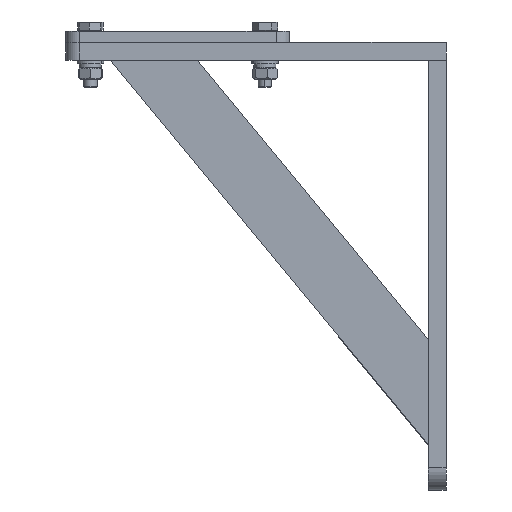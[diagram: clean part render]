
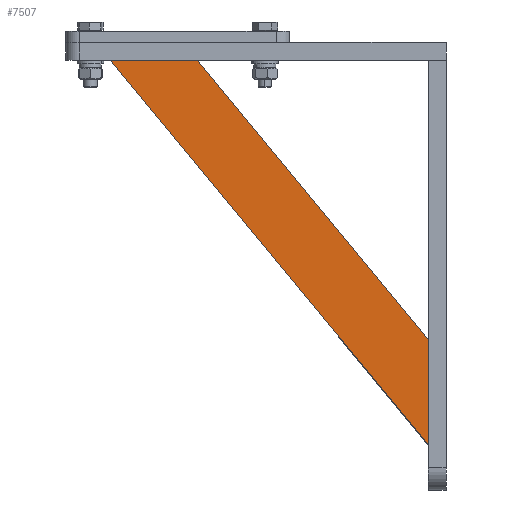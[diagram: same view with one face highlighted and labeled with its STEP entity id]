
A CAD part, left-side view. The second image highlights one B-rep face of the part: STEP entity #7507.
In plain terms, the highlighted planar face has unit normal (-1, 0, 0).
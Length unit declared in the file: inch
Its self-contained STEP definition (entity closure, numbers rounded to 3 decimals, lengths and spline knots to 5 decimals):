
#555 = ORIENTED_EDGE ( 'NONE', *, *, #4208, .F. ) ;
#596 = EDGE_LOOP ( 'NONE', ( #809, #555, #6462, #8782 ) ) ;
#715 = VERTEX_POINT ( 'NONE', #8499 ) ;
#742 = VECTOR ( 'NONE', #7264, 39.37008 ) ;
#809 = ORIENTED_EDGE ( 'NONE', *, *, #5824, .F. ) ;
#922 = DIRECTION ( 'NONE',  ( 0., 0., 1. ) ) ;
#1059 = VERTEX_POINT ( 'NONE', #3462 ) ;
#1498 = VECTOR ( 'NONE', #7399, 39.37008 ) ;
#3420 = VECTOR ( 'NONE', #7192, 39.37008 ) ;
#3462 = CARTESIAN_POINT ( 'NONE',  ( -3.14961, 5.9083, -0.31496 ) ) ;
#3646 = VERTEX_POINT ( 'NONE', #4963 ) ;
#3934 = VECTOR ( 'NONE', #4113, 39.37008 ) ;
#3983 = CARTESIAN_POINT ( 'NONE',  ( -3.14961, 5.9083, -0.31496 ) ) ;
#4029 = LINE ( 'NONE', #3983, #3934 ) ;
#4113 = DIRECTION ( 'NONE',  ( 0., -1., 0. ) ) ;
#4175 = CARTESIAN_POINT ( 'NONE',  ( -3.14961, 4.37598, -0.31496 ) ) ;
#4198 = AXIS2_PLACEMENT_3D ( 'NONE', #4984, #5792, #922 ) ;
#4208 = EDGE_CURVE ( 'NONE', #6027, #1059, #5256, .T. ) ;
#4486 = LINE ( 'NONE', #5834, #742 ) ;
#4963 = CARTESIAN_POINT ( 'NONE',  ( -3.14961, 4.37598, -0.31496 ) ) ;
#4984 = CARTESIAN_POINT ( 'NONE',  ( -3.14961, 0., 0. ) ) ;
#5172 = CARTESIAN_POINT ( 'NONE',  ( -3.14961, 0.31496, -7.08227 ) ) ;
#5256 = LINE ( 'NONE', #5172, #3420 ) ;
#5333 = LINE ( 'NONE', #4175, #1498 ) ;
#5506 = CARTESIAN_POINT ( 'NONE',  ( -3.14961, 0.31496, -7.08227 ) ) ;
#5792 = DIRECTION ( 'NONE',  ( -1., 0., 0. ) ) ;
#5824 = EDGE_CURVE ( 'NONE', #1059, #3646, #4029, .T. ) ;
#5834 = CARTESIAN_POINT ( 'NONE',  ( -3.14961, 0.31496, -5.22835 ) ) ;
#6027 = VERTEX_POINT ( 'NONE', #5506 ) ;
#6462 = ORIENTED_EDGE ( 'NONE', *, *, #7629, .F. ) ;
#6703 = EDGE_CURVE ( 'NONE', #3646, #715, #5333, .T. ) ;
#7096 = PLANE ( 'NONE',  #4198 ) ;
#7192 = DIRECTION ( 'NONE',  ( 0., 0.637, 0.771 ) ) ;
#7264 = DIRECTION ( 'NONE',  ( 0., 0., -1. ) ) ;
#7399 = DIRECTION ( 'NONE',  ( 0., -0.637, -0.771 ) ) ;
#7507 = ADVANCED_FACE ( 'NONE', ( #8354 ), #7096, .T. ) ;
#7629 = EDGE_CURVE ( 'NONE', #715, #6027, #4486, .T. ) ;
#8354 = FACE_OUTER_BOUND ( 'NONE', #596, .T. ) ;
#8499 = CARTESIAN_POINT ( 'NONE',  ( -3.14961, 0.31496, -5.22835 ) ) ;
#8782 = ORIENTED_EDGE ( 'NONE', *, *, #6703, .F. ) ;
